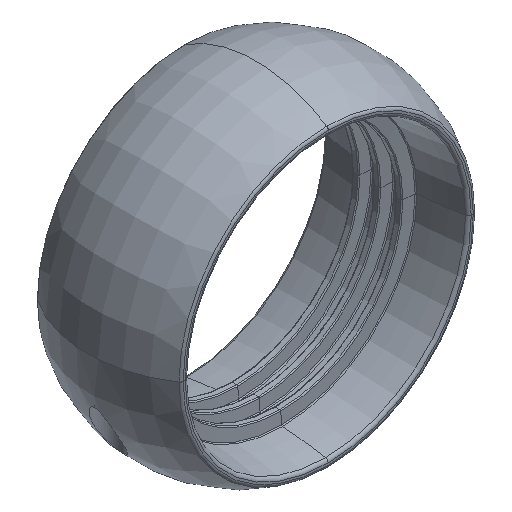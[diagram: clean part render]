
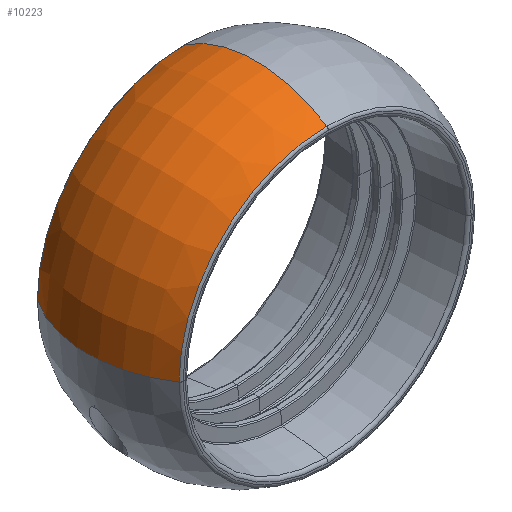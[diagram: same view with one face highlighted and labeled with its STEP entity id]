
A CAD part, isometric view. The second image highlights one B-rep face of the part: STEP entity #10223.
In plain terms, the highlighted toroidal (fillet/blend) face has major radius 12.681 mm and minor radius 40 mm.
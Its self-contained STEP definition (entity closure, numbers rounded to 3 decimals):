
#164 = ORIENTED_EDGE ( 'NONE', *, *, #11968, .T. ) ;
#182 = DIRECTION ( 'NONE',  ( 0., 0., 1. ) ) ;
#987 = DIRECTION ( 'NONE',  ( 0., 0., 1. ) ) ;
#1314 = EDGE_CURVE ( 'NONE', #9511, #14206, #9803, .T. ) ;
#1502 = ORIENTED_EDGE ( 'NONE', *, *, #13156, .F. ) ;
#1611 = CIRCLE ( 'NONE', #2347, 40. ) ;
#1629 = CARTESIAN_POINT ( 'NONE',  ( -12.681, 0., 0. ) ) ;
#1785 = AXIS2_PLACEMENT_3D ( 'NONE', #14241, #10918, #2610 ) ;
#2156 = CARTESIAN_POINT ( 'NONE',  ( 0., -22.051, 0. ) ) ;
#2280 = FACE_OUTER_BOUND ( 'NONE', #9696, .T. ) ;
#2347 = AXIS2_PLACEMENT_3D ( 'NONE', #5642, #3349, #13978 ) ;
#2610 = DIRECTION ( 'NONE',  ( 0., 0., 1. ) ) ;
#3210 = CIRCLE ( 'NONE', #14760, 46.054 ) ;
#3349 = DIRECTION ( 'NONE',  ( 1., 0., 0. ) ) ;
#3421 = AXIS2_PLACEMENT_3D ( 'NONE', #1629, #6167, #10876 ) ;
#4887 = CARTESIAN_POINT ( 'NONE',  ( 0., 22.051, 46.054 ) ) ;
#5642 = CARTESIAN_POINT ( 'NONE',  ( 0., 0., 12.681 ) ) ;
#6167 = DIRECTION ( 'NONE',  ( 0., 0., -1. ) ) ;
#6497 = EDGE_CURVE ( 'NONE', #7043, #9511, #3210, .T. ) ;
#6864 = DIRECTION ( 'NONE',  ( 0., -1., 0. ) ) ;
#7043 = VERTEX_POINT ( 'NONE', #8466 ) ;
#7365 = CARTESIAN_POINT ( 'NONE',  ( -46.054, 22.051, 0. ) ) ;
#7787 = CARTESIAN_POINT ( 'NONE',  ( -46.054, -22.051, 0. ) ) ;
#8466 = CARTESIAN_POINT ( 'NONE',  ( 0., -22.051, 46.054 ) ) ;
#8957 = ORIENTED_EDGE ( 'NONE', *, *, #6497, .F. ) ;
#9091 = TOROIDAL_SURFACE ( 'NONE', #14511, 12.681, 40. ) ;
#9511 = VERTEX_POINT ( 'NONE', #7787 ) ;
#9696 = EDGE_LOOP ( 'NONE', ( #1502, #164, #12279, #8957 ) ) ;
#9803 = CIRCLE ( 'NONE', #3421, 40. ) ;
#10223 = ADVANCED_FACE ( 'NONE', ( #2280 ), #9091, .T. ) ;
#10522 = DIRECTION ( 'NONE',  ( 0., -1., 0. ) ) ;
#10876 = DIRECTION ( 'NONE',  ( 1., 0., 0. ) ) ;
#10918 = DIRECTION ( 'NONE',  ( 0., -1., 0. ) ) ;
#11968 = EDGE_CURVE ( 'NONE', #12375, #14206, #14345, .T. ) ;
#12279 = ORIENTED_EDGE ( 'NONE', *, *, #1314, .F. ) ;
#12375 = VERTEX_POINT ( 'NONE', #4887 ) ;
#13156 = EDGE_CURVE ( 'NONE', #12375, #7043, #1611, .T. ) ;
#13978 = DIRECTION ( 'NONE',  ( 0., 1., 0. ) ) ;
#14062 = CARTESIAN_POINT ( 'NONE',  ( 0., 0., 0. ) ) ;
#14206 = VERTEX_POINT ( 'NONE', #7365 ) ;
#14241 = CARTESIAN_POINT ( 'NONE',  ( 0., 22.051, 0. ) ) ;
#14345 = CIRCLE ( 'NONE', #1785, 46.054 ) ;
#14511 = AXIS2_PLACEMENT_3D ( 'NONE', #14062, #10522, #182 ) ;
#14760 = AXIS2_PLACEMENT_3D ( 'NONE', #2156, #6864, #987 ) ;
